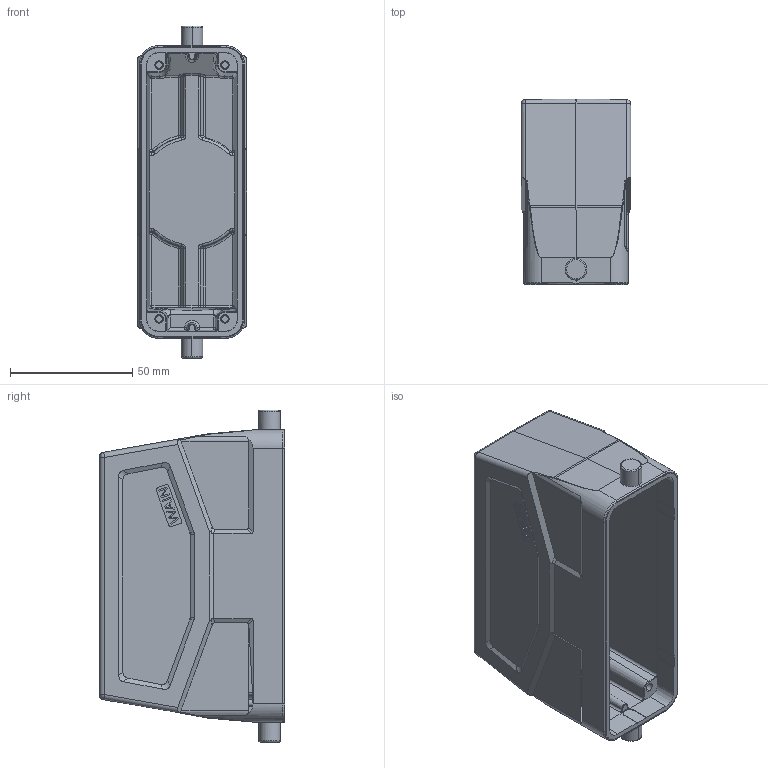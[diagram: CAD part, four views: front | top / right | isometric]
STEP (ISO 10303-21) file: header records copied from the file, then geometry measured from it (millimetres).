
FILE_DESCRIPTION((''),'2;1');
FILE_NAME('3D_1111245105004_W24B-SEH-2B-PG','2023-12-06T',('p.yu'),(''),'PRO/ENGINEER BY PARAMETRIC TECHNOLOGY CORPORATION, 2012480','PRO/ENGINEER BY PARAMETRIC TECHNOLOGY CORPORATION, 2012480','');
FILE_SCHEMA(('CONFIG_CONTROL_DESIGN'));
Length unit declared in the file: millimetre
Products named in the file (1): 3D_1111245105004_W24B-SEH-2B-PG
Bounding box: 45 x 76 x 136 mm (x, y, z)
Volume: 96818.8 mm3; surface area: 52437.7 mm2
Topology: 1 solids, 1 shells, 526 faces, 1365 edges, 841 vertices
Faces by surface type: plane 226, cylinder 157, bspline 58, torus 28, sphere 23, extrusion 20, cone 14
Entity records: 19608 total; most frequent: CARTESIAN_POINT 7537, ORIENTED_EDGE 2684, DIRECTION 2216, EDGE_CURVE 1342, VERTEX_POINT 841, VECTOR 744, AXIS2_PLACEMENT_3D 736, LINE 724
